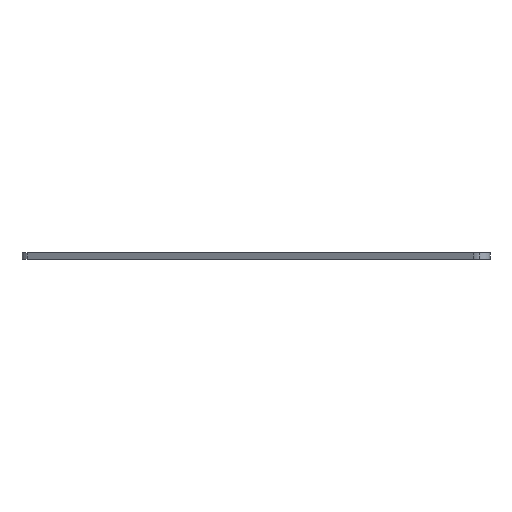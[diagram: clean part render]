
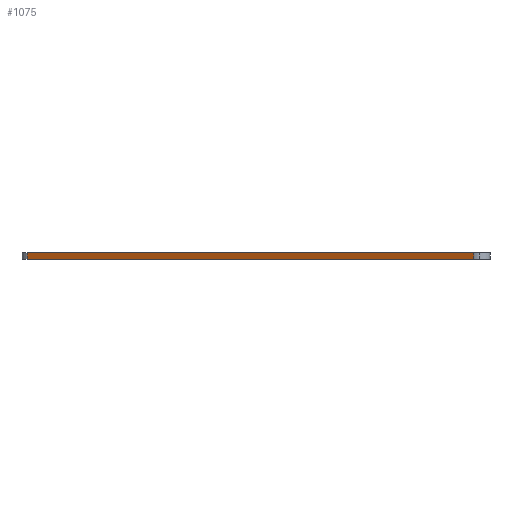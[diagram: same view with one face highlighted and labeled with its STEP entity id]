
A CAD part, left-side view. The second image highlights one B-rep face of the part: STEP entity #1075.
In plain terms, the highlighted planar face has unit normal (-0.861, 0.509, 0).
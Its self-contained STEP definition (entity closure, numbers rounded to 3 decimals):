
#50 = CARTESIAN_POINT ( 'NONE',  ( 130., 220., 3.2 ) ) ;
#54 = ORIENTED_EDGE ( 'NONE', *, *, #404, .F. ) ;
#75 = ORIENTED_EDGE ( 'NONE', *, *, #589, .T. ) ;
#200 = DIRECTION ( 'NONE',  ( 0.509, 0.861, 0. ) ) ;
#282 = VERTEX_POINT ( 'NONE', #560 ) ;
#313 = CARTESIAN_POINT ( 'NONE',  ( 128.549, 217.544, 0. ) ) ;
#321 = PLANE ( 'NONE',  #789 ) ;
#404 = EDGE_CURVE ( 'NONE', #282, #561, #524, .T. ) ;
#501 = CARTESIAN_POINT ( 'NONE',  ( 130., 220., 3.2 ) ) ;
#502 = EDGE_CURVE ( 'NONE', #1588, #561, #1690, .T. ) ;
#513 = VECTOR ( 'NONE', #1562, 1000. ) ;
#524 = LINE ( 'NONE', #501, #513 ) ;
#535 = CARTESIAN_POINT ( 'NONE',  ( 4.458, 7.544, 3.2 ) ) ;
#560 = CARTESIAN_POINT ( 'NONE',  ( 128.549, 217.544, 3.2 ) ) ;
#561 = VERTEX_POINT ( 'NONE', #1579 ) ;
#589 = EDGE_CURVE ( 'NONE', #1107, #1588, #760, .T. ) ;
#637 = VECTOR ( 'NONE', #902, 1000. ) ;
#732 = EDGE_CURVE ( 'NONE', #282, #1107, #1184, .T. ) ;
#760 = LINE ( 'NONE', #1614, #637 ) ;
#789 = AXIS2_PLACEMENT_3D ( 'NONE', #50, #1638, #200 ) ;
#826 = CARTESIAN_POINT ( 'NONE',  ( 128.549, 217.544, 3.2 ) ) ;
#902 = DIRECTION ( 'NONE',  ( -0.509, -0.861, 0. ) ) ;
#915 = VECTOR ( 'NONE', #1264, 1000. ) ;
#1075 = ADVANCED_FACE ( 'NONE', ( #1219 ), #321, .F. ) ;
#1107 = VERTEX_POINT ( 'NONE', #313 ) ;
#1184 = LINE ( 'NONE', #826, #915 ) ;
#1219 = FACE_OUTER_BOUND ( 'NONE', #1354, .T. ) ;
#1264 = DIRECTION ( 'NONE',  ( 0., 0., -1. ) ) ;
#1279 = DIRECTION ( 'NONE',  ( 0., 0., 1. ) ) ;
#1354 = EDGE_LOOP ( 'NONE', ( #75, #1376, #54, #1819 ) ) ;
#1376 = ORIENTED_EDGE ( 'NONE', *, *, #502, .T. ) ;
#1494 = CARTESIAN_POINT ( 'NONE',  ( 4.458, 7.544, 0. ) ) ;
#1562 = DIRECTION ( 'NONE',  ( -0.509, -0.861, 0. ) ) ;
#1579 = CARTESIAN_POINT ( 'NONE',  ( 4.458, 7.544, 3.2 ) ) ;
#1588 = VERTEX_POINT ( 'NONE', #1494 ) ;
#1614 = CARTESIAN_POINT ( 'NONE',  ( 130., 220., 0. ) ) ;
#1638 = DIRECTION ( 'NONE',  ( 0.861, -0.509, 0. ) ) ;
#1690 = LINE ( 'NONE', #535, #1859 ) ;
#1819 = ORIENTED_EDGE ( 'NONE', *, *, #732, .T. ) ;
#1859 = VECTOR ( 'NONE', #1279, 1000. ) ;
